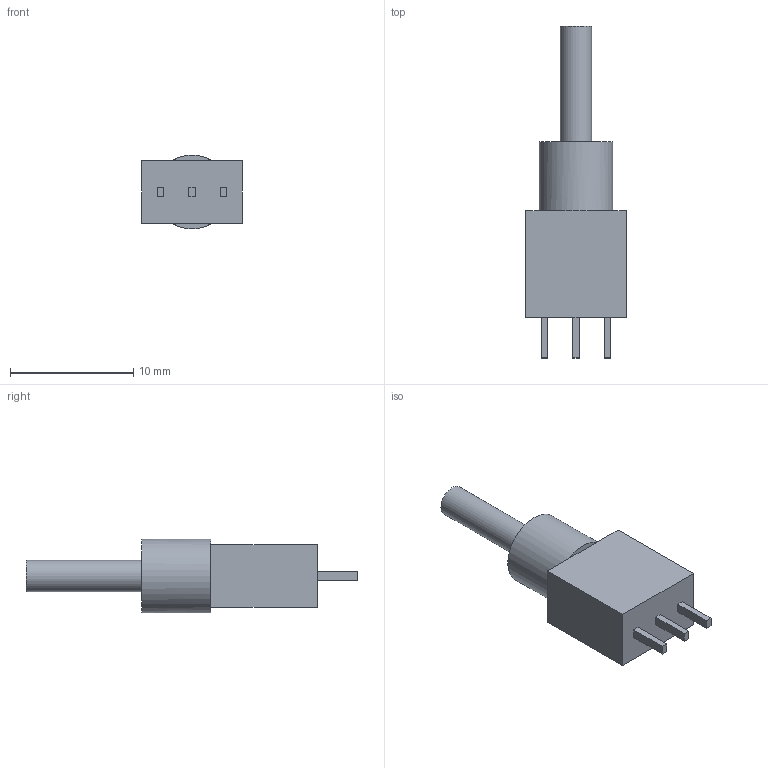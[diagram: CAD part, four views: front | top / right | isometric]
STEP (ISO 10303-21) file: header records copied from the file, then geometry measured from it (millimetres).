
FILE_DESCRIPTION(/* description */ (''),/* implementation_level */ '2;1');
FILE_NAME(/* name */ 'toggle_3p v2.step',/* time_stamp */ '2025-10-14T23:26:43+09:00',/* author */ (''),/* organization */ (''),/* preprocessor_version */ 'ST-DEVELOPER v20.1',/* originating_system */ 'Autodesk Translation Framework v14.17.0.0',/* authorisation */ '');
FILE_SCHEMA (('AUTOMOTIVE_DESIGN { 1 0 10303 214 3 1 1 }'));
Length unit declared in the file: millimetre
Products named in the file (1): toggle_3p
Bounding box: 8.13 x 26.93 x 6 mm (x, y, z)
Volume: 566.4 mm3; surface area: 520.4 mm2
Topology: 1 solids, 1 shells, 28 faces, 62 edges, 40 vertices
Faces by surface type: plane 26, cylinder 2
Full cylindrical faces by diameter (mm): 2.54 x1, 6 x1
Entity records: 822 total; most frequent: CARTESIAN_POINT 131, DIRECTION 128, ORIENTED_EDGE 124, EDGE_CURVE 62, LINE 54, VECTOR 54, VERTEX_POINT 40, AXIS2_PLACEMENT_3D 37
